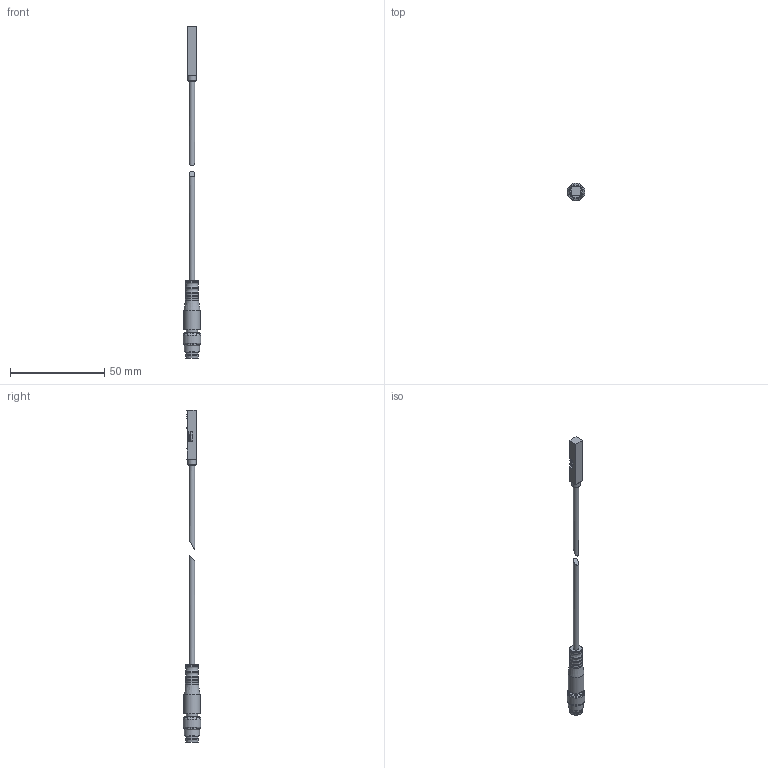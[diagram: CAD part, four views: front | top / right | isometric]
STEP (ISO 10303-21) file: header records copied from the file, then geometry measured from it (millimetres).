
FILE_DESCRIPTION(/* description */ ('STEP AP214'),/* implementation_level */ '2;1');
FILE_NAME(/* name */ '574383_CRSMT-8M-PS-24V-K-03-M8D-EX2',/* time_stamp */ '2024-08-09T15:06:15+02:00',/* author */ ('License CC BY-ND 4.0'),/* organization */ ('CADENAS'),/* preprocessor_version */ 'ST-DEVELOPER v19.3',/* originating_system */ 'PARTsolutions',/* authorisation */ ' ');
FILE_SCHEMA (('AUTOMOTIVE_DESIGN {1 0 10303 214 3 1 1}'));
Length unit declared in the file: millimetre
Products named in the file (3): 574383 CRSMT-8M-PS-24V-K-0,3-M8D-EX2; 574383---(N); CRSMT-8M-PS-24V-K-0,3-M8D
Assembly tree (2 placements, depth 2):
  574383 CRSMT-8M-PS-24V-K-0,3-M8D-EX2
    574383---(N)
    CRSMT-8M-PS-24V-K-0,3-M8D
Bounding box: 9.5 x 9.5 x 176.25 mm (x, y, z)
Volume: 3182 mm3; surface area: 2934.9 mm2
Topology: 2 solids, 2 shells, 120 faces, 281 edges, 179 vertices
Faces by surface type: plane 70, cylinder 35, cone 9, torus 6
Full cylindrical faces by diameter (mm): 1 x3, 1.6 x1, 2.9 x2, 3.4 x1, 4 x1, 4.5 x2, 5.8 x1, 5.9 x1, 6.3 x1, 6.9 x1, 7 x5, 8 x1, 8.5 x1, 9 x2, 9.5 x1
Entity records: 4075 total; most frequent: DIRECTION 575, CARTESIAN_POINT 532, ORIENTED_EDGE 472, EDGE_CURVE 236, AXIS2_PLACEMENT_3D 216, VERTEX_POINT 173, EDGE_LOOP 173, FACE_BOUND 173
